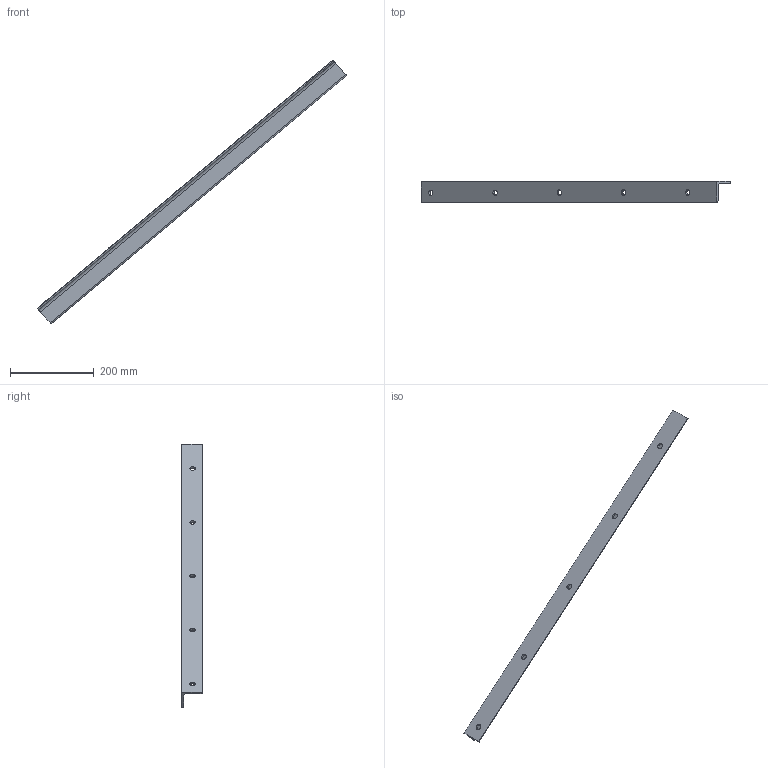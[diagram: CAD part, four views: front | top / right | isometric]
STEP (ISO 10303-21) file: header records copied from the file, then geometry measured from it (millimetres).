
FILE_DESCRIPTION(('CoCreate Modeling STEP Export'),'2;1');
FILE_NAME('b16.stp','2011-05-24T 9:32:56',(''),(''),'CoCreate Modeling STEP processor for AP214 (Solid Model)','CoCreate Modeling 18.0P1120 20-Nov-2010 (C) Parametric Technology GmbH','');
FILE_SCHEMA(('AUTOMOTIVE_DESIGN { 1 0 10303 214 1 1 1 1 }'));
Length unit declared in the file: millimetre
Products named in the file (2): 5093091-148000.PRT
Assembly tree (1 placements, depth 2):
  5093091-148000.PRT
    5093091-148000.PRT
Bounding box: 738.82 x 50 x 628.98 mm (x, y, z)
Volume: 438739.1 mm3; surface area: 179219.9 mm2
Topology: 1 solids, 1 shells, 21 faces, 57 edges, 38 vertices
Faces by surface type: cylinder 15, plane 6
Entity records: 718 total; most frequent: CARTESIAN_POINT 146, ORIENTED_EDGE 114, DIRECTION 103, EDGE_CURVE 57, AXIS2_PLACEMENT_3D 39, VERTEX_POINT 38, EDGE_LOOP 31, VECTOR 25
